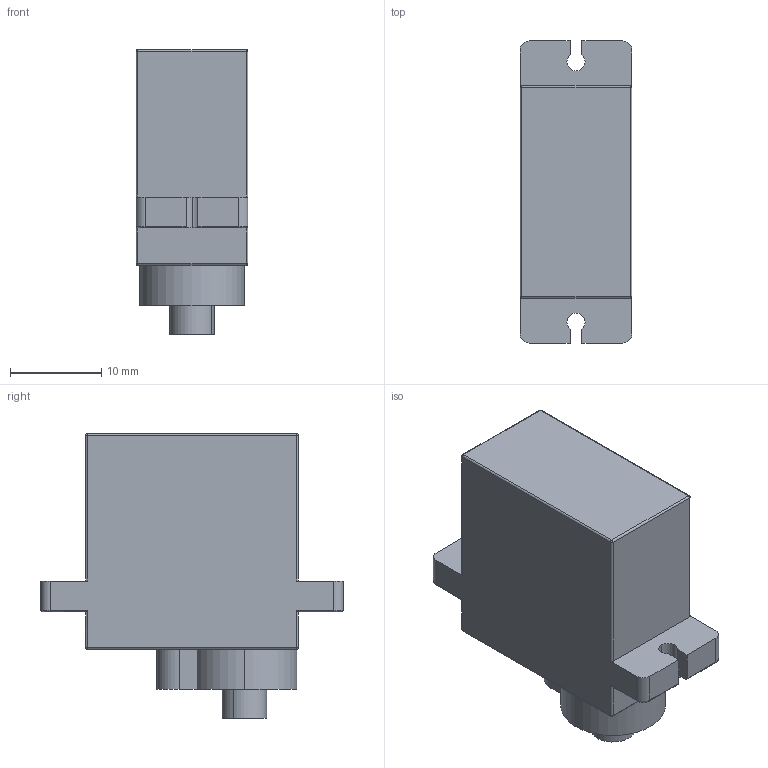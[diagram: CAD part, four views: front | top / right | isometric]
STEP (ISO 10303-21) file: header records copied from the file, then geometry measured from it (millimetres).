
FILE_DESCRIPTION (( 'STEP AP203' ), '1' );
FILE_NAME ('serwo 9g.STEP', '2023-08-15T12:37:44', ( '' ), ( '' ), 'SwSTEP 2.0', 'SolidWorks 2022', '' );
FILE_SCHEMA (( 'CONFIG_CONTROL_DESIGN' ));
Length unit declared in the file: millimetre
Products named in the file (3): serwo 9g; korpus; wał
Assembly tree (2 placements, depth 2):
  serwo 9g
    korpus
    wał
Bounding box: 12.3 x 33.2 x 31.3 mm (x, y, z)
Volume: 7787.9 mm3; surface area: 2944.4 mm2
Topology: 2 solids, 2 shells, 79 faces, 193 edges, 111 vertices
Faces by surface type: cylinder 41, plane 26, sphere 8, torus 4
Entity records: 2547 total; most frequent: DIRECTION 428, CARTESIAN_POINT 392, ORIENTED_EDGE 370, EDGE_CURVE 185, AXIS2_PLACEMENT_3D 163, VERTEX_POINT 111, VECTOR 102, LINE 102
